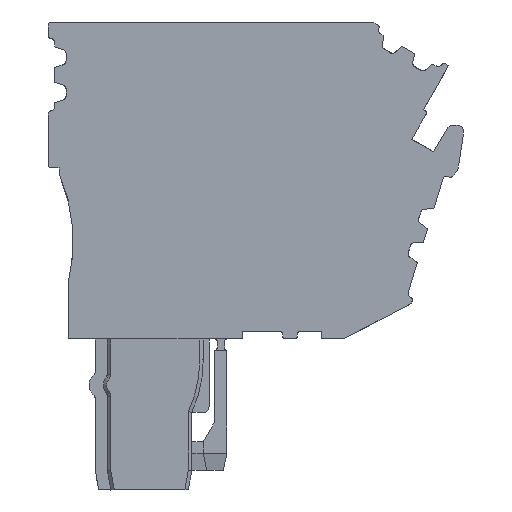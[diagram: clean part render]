
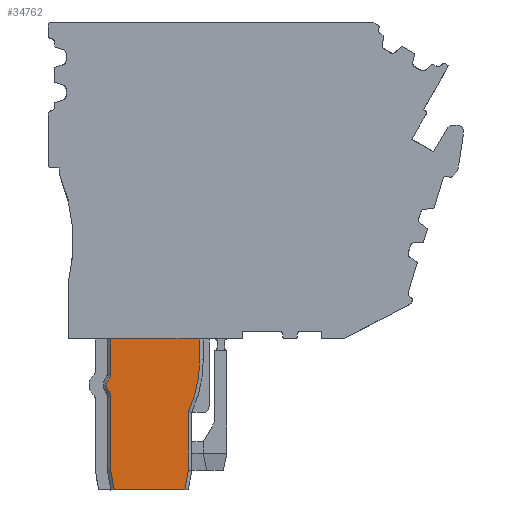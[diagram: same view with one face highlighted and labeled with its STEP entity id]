
A CAD part, left-side view. The second image highlights one B-rep face of the part: STEP entity #34762.
In plain terms, the highlighted planar face has unit normal (-1, 0, 0).
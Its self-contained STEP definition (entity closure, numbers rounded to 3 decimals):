
#34671=AXIS2_PLACEMENT_3D('Plane Axis2P3D',#34668,#34669,#34670) ;
#34689=AXIS2_PLACEMENT_3D('Circle Axis2P3D',#34687,#34688,$) ;
#34696=AXIS2_PLACEMENT_3D('Circle Axis2P3D',#34694,#34695,$) ;
#34703=AXIS2_PLACEMENT_3D('Circle Axis2P3D',#34701,#34702,$) ;
#34745=AXIS2_PLACEMENT_3D('Circle Axis2P3D',#34743,#34744,$) ;
#34639=CARTESIAN_POINT('Vertex',(0.7,22.983,13.15)) ;
#34642=CARTESIAN_POINT('Line Origine',(0.7,22.983,12.244)) ;
#34646=CARTESIAN_POINT('Vertex',(0.7,22.983,11.337)) ;
#34668=CARTESIAN_POINT('Axis2P3D Location',(0.7,27.733,-0.25)) ;
#34673=CARTESIAN_POINT('Line Origine',(0.7,26.858,13.15)) ;
#34677=CARTESIAN_POINT('Vertex',(0.7,30.733,13.15)) ;
#34680=CARTESIAN_POINT('Line Origine',(0.7,30.733,11.619)) ;
#34684=CARTESIAN_POINT('Vertex',(0.7,30.733,10.088)) ;
#34687=CARTESIAN_POINT('Axis2P3D Location',(0.7,31.333,10.088)) ;
#34691=CARTESIAN_POINT('Vertex',(0.7,30.873,9.703)) ;
#34694=CARTESIAN_POINT('Axis2P3D Location',(0.7,30.183,9.125)) ;
#34698=CARTESIAN_POINT('Vertex',(0.7,30.873,8.547)) ;
#34701=CARTESIAN_POINT('Axis2P3D Location',(0.7,31.333,8.162)) ;
#34705=CARTESIAN_POINT('Vertex',(0.7,30.733,8.162)) ;
#34708=CARTESIAN_POINT('Line Origine',(0.7,30.733,4.927)) ;
#34712=CARTESIAN_POINT('Vertex',(0.7,30.733,1.693)) ;
#34715=CARTESIAN_POINT('Line Origine',(0.7,30.584,0.846)) ;
#34719=CARTESIAN_POINT('Vertex',(0.7,30.435,0.)) ;
#34722=CARTESIAN_POINT('Line Origine',(0.7,27.361,0.)) ;
#34726=CARTESIAN_POINT('Vertex',(0.7,24.288,0.)) ;
#34729=CARTESIAN_POINT('Line Origine',(0.7,24.135,0.864)) ;
#34733=CARTESIAN_POINT('Vertex',(0.7,23.983,1.728)) ;
#34736=CARTESIAN_POINT('Line Origine',(0.7,23.983,4.274)) ;
#34740=CARTESIAN_POINT('Vertex',(0.7,23.983,6.821)) ;
#34743=CARTESIAN_POINT('Axis2P3D Location',(0.7,33.683,11.337)) ;
#34643=DIRECTION('Vector Direction',(0.,0.,1.)) ;
#34669=DIRECTION('Axis2P3D Direction',(-1.,0.,0.)) ;
#34670=DIRECTION('Axis2P3D XDirection',(0.,1.,0.)) ;
#34674=DIRECTION('Vector Direction',(0.,1.,0.)) ;
#34681=DIRECTION('Vector Direction',(0.,0.,-1.)) ;
#34688=DIRECTION('Axis2P3D Direction',(-1.,0.,0.)) ;
#34695=DIRECTION('Axis2P3D Direction',(-1.,0.,0.)) ;
#34702=DIRECTION('Axis2P3D Direction',(-1.,0.,0.)) ;
#34709=DIRECTION('Vector Direction',(0.,0.,-1.)) ;
#34716=DIRECTION('Vector Direction',(0.,-0.174,-0.985)) ;
#34723=DIRECTION('Vector Direction',(0.,-1.,0.)) ;
#34730=DIRECTION('Vector Direction',(0.,0.174,-0.985)) ;
#34737=DIRECTION('Vector Direction',(0.,0.,-1.)) ;
#34744=DIRECTION('Axis2P3D Direction',(-1.,0.,0.)) ;
#34644=VECTOR('Line Direction',#34643,1.) ;
#34675=VECTOR('Line Direction',#34674,1.) ;
#34682=VECTOR('Line Direction',#34681,1.) ;
#34710=VECTOR('Line Direction',#34709,1.) ;
#34717=VECTOR('Line Direction',#34716,1.) ;
#34724=VECTOR('Line Direction',#34723,1.) ;
#34731=VECTOR('Line Direction',#34730,1.) ;
#34738=VECTOR('Line Direction',#34737,1.) ;
#34749=ORIENTED_EDGE('',*,*,#34679,.T.) ;
#34750=ORIENTED_EDGE('',*,*,#34686,.F.) ;
#34751=ORIENTED_EDGE('',*,*,#34693,.T.) ;
#34752=ORIENTED_EDGE('',*,*,#34700,.T.) ;
#34753=ORIENTED_EDGE('',*,*,#34707,.T.) ;
#34754=ORIENTED_EDGE('',*,*,#34714,.F.) ;
#34755=ORIENTED_EDGE('',*,*,#34721,.F.) ;
#34756=ORIENTED_EDGE('',*,*,#34728,.T.) ;
#34757=ORIENTED_EDGE('',*,*,#34735,.F.) ;
#34758=ORIENTED_EDGE('',*,*,#34742,.F.) ;
#34759=ORIENTED_EDGE('',*,*,#34747,.F.) ;
#34760=ORIENTED_EDGE('',*,*,#34648,.F.) ;
#34762=ADVANCED_FACE('V2',(#34761),#34672,.T.) ;
#34690=CIRCLE('generated circle',#34689,0.6) ;
#34697=CIRCLE('generated circle',#34696,0.9) ;
#34704=CIRCLE('generated circle',#34703,0.6) ;
#34746=CIRCLE('generated circle',#34745,10.7) ;
#34648=EDGE_CURVE('',#34640,#34647,#34645,.F.) ;
#34679=EDGE_CURVE('',#34640,#34678,#34676,.T.) ;
#34686=EDGE_CURVE('',#34685,#34678,#34683,.F.) ;
#34693=EDGE_CURVE('',#34685,#34692,#34690,.F.) ;
#34700=EDGE_CURVE('',#34692,#34699,#34697,.T.) ;
#34707=EDGE_CURVE('',#34699,#34706,#34704,.F.) ;
#34714=EDGE_CURVE('',#34713,#34706,#34711,.F.) ;
#34721=EDGE_CURVE('',#34720,#34713,#34718,.F.) ;
#34728=EDGE_CURVE('',#34720,#34727,#34725,.T.) ;
#34735=EDGE_CURVE('',#34734,#34727,#34732,.T.) ;
#34742=EDGE_CURVE('',#34741,#34734,#34739,.T.) ;
#34747=EDGE_CURVE('',#34647,#34741,#34746,.F.) ;
#34748=EDGE_LOOP('',(#34749,#34750,#34751,#34752,#34753,#34754,#34755,#34756,#34757,#34758,#34759,#34760)) ;
#34761=FACE_OUTER_BOUND('',#34748,.T.) ;
#34645=LINE('Line',#34642,#34644) ;
#34676=LINE('Line',#34673,#34675) ;
#34683=LINE('Line',#34680,#34682) ;
#34711=LINE('Line',#34708,#34710) ;
#34718=LINE('Line',#34715,#34717) ;
#34725=LINE('Line',#34722,#34724) ;
#34732=LINE('Line',#34729,#34731) ;
#34739=LINE('Line',#34736,#34738) ;
#34672=PLANE('',#34671) ;
#34640=VERTEX_POINT('',#34639) ;
#34647=VERTEX_POINT('',#34646) ;
#34678=VERTEX_POINT('',#34677) ;
#34685=VERTEX_POINT('',#34684) ;
#34692=VERTEX_POINT('',#34691) ;
#34699=VERTEX_POINT('',#34698) ;
#34706=VERTEX_POINT('',#34705) ;
#34713=VERTEX_POINT('',#34712) ;
#34720=VERTEX_POINT('',#34719) ;
#34727=VERTEX_POINT('',#34726) ;
#34734=VERTEX_POINT('',#34733) ;
#34741=VERTEX_POINT('',#34740) ;
